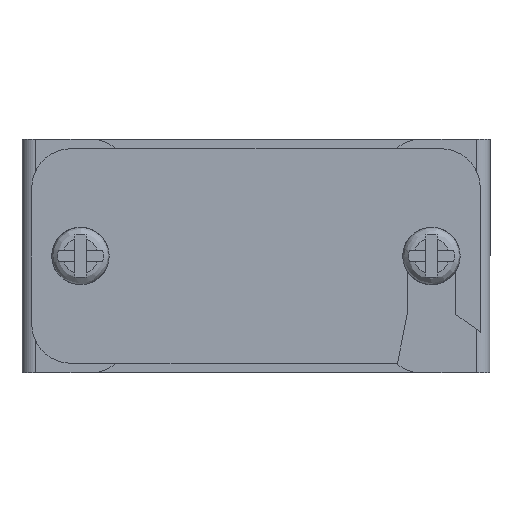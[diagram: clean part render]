
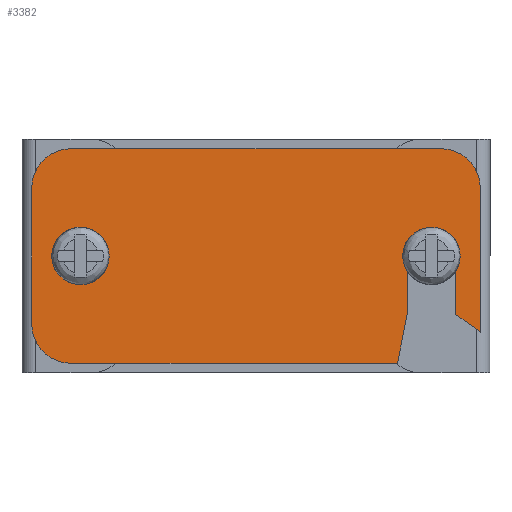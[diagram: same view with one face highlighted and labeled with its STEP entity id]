
A CAD part, front view. The second image highlights one B-rep face of the part: STEP entity #3382.
In plain terms, the highlighted planar face has unit normal (0, -1, 0).
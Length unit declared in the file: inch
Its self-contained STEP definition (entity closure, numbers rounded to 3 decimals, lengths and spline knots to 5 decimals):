
#27 = EDGE_CURVE ( 'NONE', #1174, #3887, #3215, .T. ) ;
#90 = EDGE_LOOP ( 'NONE', ( #1851 ) ) ;
#136 = ORIENTED_EDGE ( 'NONE', *, *, #1266, .T. ) ;
#140 = CARTESIAN_POINT ( 'NONE',  ( -1.1875, -4.117, -0.4375 ) ) ;
#239 = CIRCLE ( 'NONE', #1877, 0.25 ) ;
#302 = EDGE_LOOP ( 'NONE', ( #3365, #1739, #750, #3577, #3918, #3094, #136, #2886, #1901, #685, #1150, #1567 ) ) ;
#323 = CARTESIAN_POINT ( 'NONE',  ( 1.1875, -4.117, 0.6875 ) ) ;
#334 = CARTESIAN_POINT ( 'NONE',  ( -1.1875, -4.117, 0.6875 ) ) ;
#383 = DIRECTION ( 'NONE',  ( 0., 0., 1. ) ) ;
#422 = VECTOR ( 'NONE', #469, 39.37008 ) ;
#464 = CARTESIAN_POINT ( 'NONE',  ( 1.4375, -4.117, -0.4875 ) ) ;
#469 = DIRECTION ( 'NONE',  ( 0.192, 0., 0.981 ) ) ;
#505 = VERTEX_POINT ( 'NONE', #464 ) ;
#508 = AXIS2_PLACEMENT_3D ( 'NONE', #3347, #2967, #2991 ) ;
#564 = CARTESIAN_POINT ( 'NONE',  ( 0.9685, -4.117, 0. ) ) ;
#603 = FACE_OUTER_BOUND ( 'NONE', #302, .T. ) ;
#604 = LINE ( 'NONE', #2486, #1934 ) ;
#647 = LINE ( 'NONE', #1203, #2843 ) ;
#654 = CIRCLE ( 'NONE', #2928, 0.1565 ) ;
#665 = LINE ( 'NONE', #3138, #2846 ) ;
#685 = ORIENTED_EDGE ( 'NONE', *, *, #1143, .T. ) ;
#701 = AXIS2_PLACEMENT_3D ( 'NONE', #1079, #2418, #2629 ) ;
#750 = ORIENTED_EDGE ( 'NONE', *, *, #990, .T. ) ;
#848 = CARTESIAN_POINT ( 'NONE',  ( 1.2815, -4.117, 0. ) ) ;
#914 = FACE_BOUND ( 'NONE', #90, .T. ) ;
#922 = CARTESIAN_POINT ( 'NONE',  ( 0.9075, -4.117, -0.6875 ) ) ;
#923 = CARTESIAN_POINT ( 'NONE',  ( 1.2815, -4.117, -0.6875 ) ) ;
#947 = PLANE ( 'NONE',  #1296 ) ;
#958 = LINE ( 'NONE', #1933, #3001 ) ;
#990 = EDGE_CURVE ( 'NONE', #505, #3423, #647, .T. ) ;
#1079 = CARTESIAN_POINT ( 'NONE',  ( 1.125, -4.117, 0. ) ) ;
#1143 = EDGE_CURVE ( 'NONE', #3887, #3782, #3261, .T. ) ;
#1150 = ORIENTED_EDGE ( 'NONE', *, *, #1482, .T. ) ;
#1174 = VERTEX_POINT ( 'NONE', #2989 ) ;
#1176 = AXIS2_PLACEMENT_3D ( 'NONE', #140, #1774, #3481 ) ;
#1203 = CARTESIAN_POINT ( 'NONE',  ( 1.4375, -4.117, -0.6875 ) ) ;
#1233 = DIRECTION ( 'NONE',  ( 0., 0., -1. ) ) ;
#1266 = EDGE_CURVE ( 'NONE', #2493, #1475, #1682, .T. ) ;
#1296 = AXIS2_PLACEMENT_3D ( 'NONE', #3136, #1846, #3726 ) ;
#1334 = EDGE_CURVE ( 'NONE', #3423, #1817, #239, .T. ) ;
#1365 = CARTESIAN_POINT ( 'NONE',  ( -1.125, -4.117, 0. ) ) ;
#1372 = CARTESIAN_POINT ( 'NONE',  ( -1.4375, -4.117, -0.6875 ) ) ;
#1457 = EDGE_CURVE ( 'NONE', #3128, #505, #665, .T. ) ;
#1462 = CARTESIAN_POINT ( 'NONE',  ( -1.4375, -4.117, 0.4375 ) ) ;
#1475 = VERTEX_POINT ( 'NONE', #3727 ) ;
#1482 = EDGE_CURVE ( 'NONE', #3782, #2035, #604, .T. ) ;
#1498 = DIRECTION ( 'NONE',  ( 0., 0., 1. ) ) ;
#1567 = ORIENTED_EDGE ( 'NONE', *, *, #2512, .T. ) ;
#1575 = DIRECTION ( 'NONE',  ( 0., 0., 1. ) ) ;
#1605 = VECTOR ( 'NONE', #2621, 39.37008 ) ;
#1631 = CARTESIAN_POINT ( 'NONE',  ( 0.9685, -4.117, -0.375 ) ) ;
#1676 = EDGE_CURVE ( 'NONE', #2609, #3128, #2437, .T. ) ;
#1682 = LINE ( 'NONE', #1372, #1605 ) ;
#1739 = ORIENTED_EDGE ( 'NONE', *, *, #1457, .T. ) ;
#1774 = DIRECTION ( 'NONE',  ( 0., -1., 0. ) ) ;
#1817 = VERTEX_POINT ( 'NONE', #323 ) ;
#1846 = DIRECTION ( 'NONE',  ( 0., -1., 0. ) ) ;
#1851 = ORIENTED_EDGE ( 'NONE', *, *, #3798, .T. ) ;
#1877 = AXIS2_PLACEMENT_3D ( 'NONE', #2037, #3584, #1498 ) ;
#1901 = ORIENTED_EDGE ( 'NONE', *, *, #27, .T. ) ;
#1933 = CARTESIAN_POINT ( 'NONE',  ( -1.4375, -4.117, 0.6875 ) ) ;
#1934 = VECTOR ( 'NONE', #1575, 39.37008 ) ;
#2030 = CARTESIAN_POINT ( 'NONE',  ( 0.9075, -4.117, -0.6875 ) ) ;
#2035 = VERTEX_POINT ( 'NONE', #564 ) ;
#2037 = CARTESIAN_POINT ( 'NONE',  ( 1.1875, -4.117, 0.4375 ) ) ;
#2276 = CIRCLE ( 'NONE', #508, 0.25 ) ;
#2418 = DIRECTION ( 'NONE',  ( 0., 1., 0. ) ) ;
#2437 = LINE ( 'NONE', #923, #3109 ) ;
#2468 = CIRCLE ( 'NONE', #701, 0.1565 ) ;
#2486 = CARTESIAN_POINT ( 'NONE',  ( 0.9685, -4.117, -0.6875 ) ) ;
#2493 = VERTEX_POINT ( 'NONE', #1462 ) ;
#2500 = DIRECTION ( 'NONE',  ( 0.811, 0., -0.585 ) ) ;
#2512 = EDGE_CURVE ( 'NONE', #2035, #2609, #2468, .T. ) ;
#2592 = DIRECTION ( 'NONE',  ( 1., 0., 0. ) ) ;
#2609 = VERTEX_POINT ( 'NONE', #848 ) ;
#2621 = DIRECTION ( 'NONE',  ( 0., 0., -1. ) ) ;
#2629 = DIRECTION ( 'NONE',  ( 0., 0., 1. ) ) ;
#2823 = CARTESIAN_POINT ( 'NONE',  ( 1.4375, -4.117, 0.4375 ) ) ;
#2843 = VECTOR ( 'NONE', #3671, 39.37008 ) ;
#2846 = VECTOR ( 'NONE', #2500, 39.37008 ) ;
#2883 = CARTESIAN_POINT ( 'NONE',  ( 1.2815, -4.117, -0.375 ) ) ;
#2886 = ORIENTED_EDGE ( 'NONE', *, *, #3815, .T. ) ;
#2914 = VERTEX_POINT ( 'NONE', #3253 ) ;
#2928 = AXIS2_PLACEMENT_3D ( 'NONE', #1365, #3845, #383 ) ;
#2967 = DIRECTION ( 'NONE',  ( 0., -1., 0. ) ) ;
#2975 = VERTEX_POINT ( 'NONE', #334 ) ;
#2989 = CARTESIAN_POINT ( 'NONE',  ( -1.1875, -4.117, -0.6875 ) ) ;
#2991 = DIRECTION ( 'NONE',  ( 0., 0., 1. ) ) ;
#3001 = VECTOR ( 'NONE', #3473, 39.37008 ) ;
#3094 = ORIENTED_EDGE ( 'NONE', *, *, #3189, .T. ) ;
#3109 = VECTOR ( 'NONE', #1233, 39.37008 ) ;
#3128 = VERTEX_POINT ( 'NONE', #2883 ) ;
#3136 = CARTESIAN_POINT ( 'NONE',  ( -1.4375, -4.117, -0.6875 ) ) ;
#3138 = CARTESIAN_POINT ( 'NONE',  ( 1.2815, -4.117, -0.375 ) ) ;
#3189 = EDGE_CURVE ( 'NONE', #2975, #2493, #2276, .T. ) ;
#3215 = LINE ( 'NONE', #3553, #4001 ) ;
#3247 = CIRCLE ( 'NONE', #1176, 0.25 ) ;
#3253 = CARTESIAN_POINT ( 'NONE',  ( -1.125, -4.117, 0.1565 ) ) ;
#3261 = LINE ( 'NONE', #2030, #422 ) ;
#3347 = CARTESIAN_POINT ( 'NONE',  ( -1.1875, -4.117, 0.4375 ) ) ;
#3365 = ORIENTED_EDGE ( 'NONE', *, *, #1676, .T. ) ;
#3382 = ADVANCED_FACE ( 'NONE', ( #914, #603 ), #947, .T. ) ;
#3423 = VERTEX_POINT ( 'NONE', #2823 ) ;
#3473 = DIRECTION ( 'NONE',  ( -1., 0., 0. ) ) ;
#3481 = DIRECTION ( 'NONE',  ( 0., 0., 1. ) ) ;
#3553 = CARTESIAN_POINT ( 'NONE',  ( -1.4375, -4.117, -0.6875 ) ) ;
#3577 = ORIENTED_EDGE ( 'NONE', *, *, #1334, .T. ) ;
#3584 = DIRECTION ( 'NONE',  ( 0., -1., 0. ) ) ;
#3671 = DIRECTION ( 'NONE',  ( 0., 0., 1. ) ) ;
#3726 = DIRECTION ( 'NONE',  ( 0., 0., -1. ) ) ;
#3727 = CARTESIAN_POINT ( 'NONE',  ( -1.4375, -4.117, -0.4375 ) ) ;
#3782 = VERTEX_POINT ( 'NONE', #1631 ) ;
#3798 = EDGE_CURVE ( 'NONE', #2914, #2914, #654, .T. ) ;
#3815 = EDGE_CURVE ( 'NONE', #1475, #1174, #3247, .T. ) ;
#3845 = DIRECTION ( 'NONE',  ( 0., 1., 0. ) ) ;
#3887 = VERTEX_POINT ( 'NONE', #922 ) ;
#3918 = ORIENTED_EDGE ( 'NONE', *, *, #4000, .T. ) ;
#4000 = EDGE_CURVE ( 'NONE', #1817, #2975, #958, .T. ) ;
#4001 = VECTOR ( 'NONE', #2592, 39.37008 ) ;
